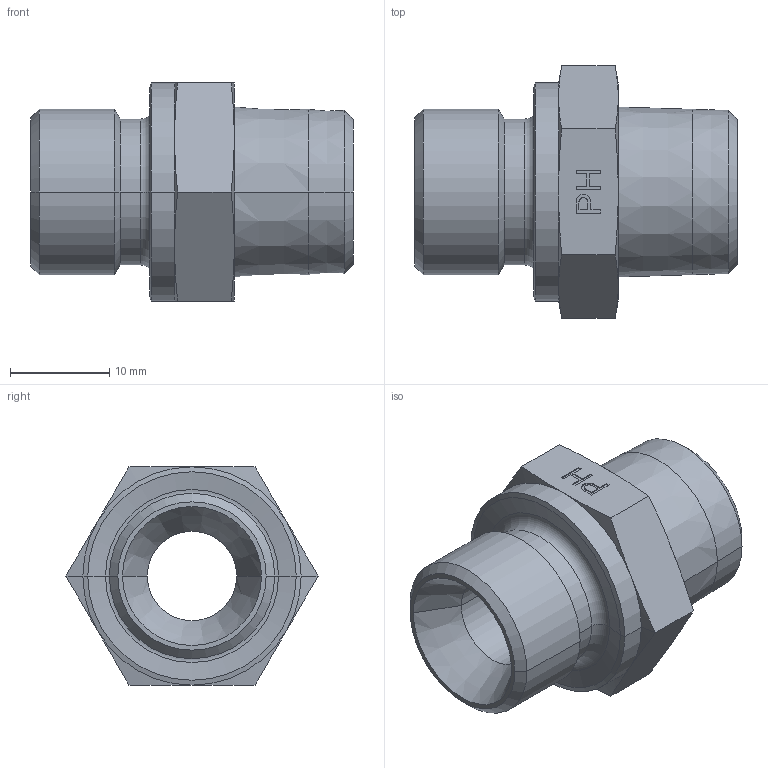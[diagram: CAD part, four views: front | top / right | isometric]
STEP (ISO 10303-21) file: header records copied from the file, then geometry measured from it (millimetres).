
FILE_DESCRIPTION(('Creo Elements/Direct Modeling STEP Export'),'2;1');
FILE_NAME('1050710-06-06-D-N_3_8x3_8keg.stp','2018-09-04T11:33:16',(''),(''),'PTC Creo Elements/Direct Modeling STEP processor for AP214 (Solid Model)','PTC Creo Elements/Direct Modeling 19.0A 04-Oct-2014 (C) Parametric Technology GmbH','');
FILE_SCHEMA(('AUTOMOTIVE_DESIGN { 1 0 10303 214 1 1 1 1 }'));
Length unit declared in the file: millimetre
Products named in the file (1): 1050710_06_06
Bounding box: 32.5 x 25.4 x 22 mm (x, y, z)
Volume: 6257 mm3; surface area: 3440.9 mm2
Topology: 1 solids, 1 shells, 76 faces, 172 edges, 102 vertices
Faces by surface type: plane 32, cone 32, cylinder 10, torus 2
Entity records: 2396 total; most frequent: CARTESIAN_POINT 813, ORIENTED_EDGE 344, DIRECTION 270, EDGE_CURVE 172, VERTEX_POINT 102, VECTOR 96, LINE 96, AXIS2_PLACEMENT_3D 87
